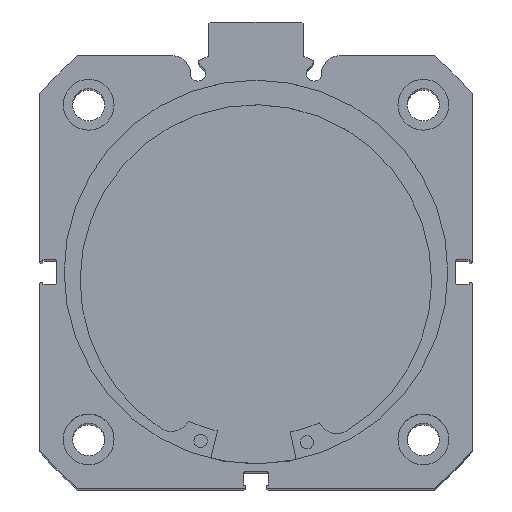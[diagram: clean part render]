
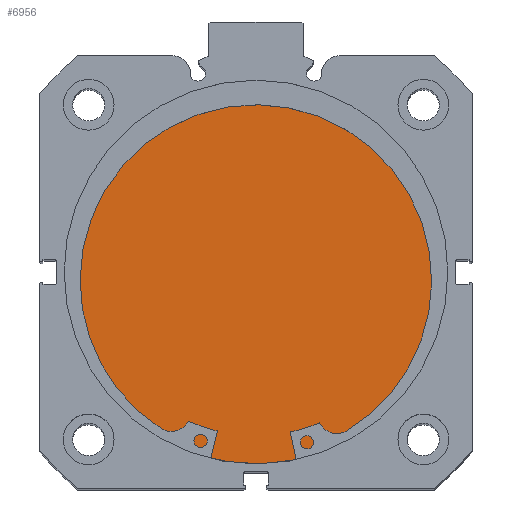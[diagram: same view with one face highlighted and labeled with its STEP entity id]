
A CAD part, top view. The second image highlights one B-rep face of the part: STEP entity #6956.
In plain terms, the highlighted face is planar.
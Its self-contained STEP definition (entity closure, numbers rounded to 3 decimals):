
#476 = CIRCLE ( 'NONE', #5922, 51. ) ;
#574 = CIRCLE ( 'NONE', #5952, 51. ) ;
#1519 = DIRECTION ( 'NONE',  ( 0., 0., 1. ) ) ;
#1573 = CARTESIAN_POINT ( 'NONE',  ( 13., 0., 0. ) ) ;
#1584 = DIRECTION ( 'NONE',  ( -1., 0., 0. ) ) ;
#2160 = CARTESIAN_POINT ( 'NONE',  ( 13., 0., -51. ) ) ;
#3620 = FACE_OUTER_BOUND ( 'NONE', #5170, .T. ) ;
#3696 = DIRECTION ( 'NONE',  ( 0., 0., 1. ) ) ;
#3701 = DIRECTION ( 'NONE',  ( -1., 0., 0. ) ) ;
#3719 = CARTESIAN_POINT ( 'NONE',  ( 13., 0., 0. ) ) ;
#4207 = CARTESIAN_POINT ( 'NONE',  ( 13., 51., 0. ) ) ;
#4208 = PLANE ( 'NONE',  #6388 ) ;
#4210 = DIRECTION ( 'NONE',  ( -1., 0., 0. ) ) ;
#4211 = DIRECTION ( 'NONE',  ( 0., 0., 1. ) ) ;
#4381 = CARTESIAN_POINT ( 'NONE',  ( 13., 0., 51. ) ) ;
#4399 = VERTEX_POINT ( 'NONE', #4381 ) ;
#4566 = EDGE_CURVE ( 'NONE', #4399, #5446, #476, .T. ) ;
#4638 = EDGE_CURVE ( 'NONE', #5446, #4399, #574, .T. ) ;
#5170 = EDGE_LOOP ( 'NONE', ( #5758, #5761 ) ) ;
#5446 = VERTEX_POINT ( 'NONE', #2160 ) ;
#5758 = ORIENTED_EDGE ( 'NONE', *, *, #4566, .F. ) ;
#5761 = ORIENTED_EDGE ( 'NONE', *, *, #4638, .F. ) ;
#5922 = AXIS2_PLACEMENT_3D ( 'NONE', #3719, #3701, #3696 ) ;
#5952 = AXIS2_PLACEMENT_3D ( 'NONE', #1573, #1584, #1519 ) ;
#6388 = AXIS2_PLACEMENT_3D ( 'NONE', #4207, #4210, #4211 ) ;
#6956 = ADVANCED_FACE ( 'NONE', ( #3620 ), #4208, .F. ) ;
